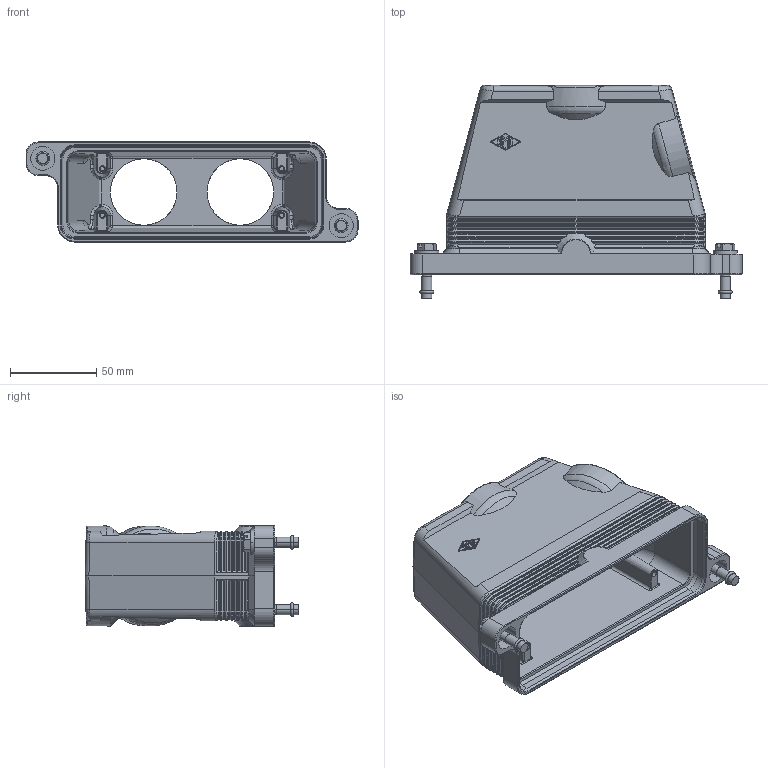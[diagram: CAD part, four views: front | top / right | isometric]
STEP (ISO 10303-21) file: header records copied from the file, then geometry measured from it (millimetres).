
FILE_DESCRIPTION(('Creo Elements/Direct Modeling STEP Export'),'2;1');
FILE_NAME('0lndqdl5rt8ekbc5372','2023-07-26T16:58:34',(''),(''),'Creo Elements/Direct Modeling STEP processor for AP214 (Solid Model)','Creo Elements/Direct Modeling 20.1B 02-Apr-2019 (C) Parametric Technology GmbH','');
FILE_SCHEMA(('AUTOMOTIVE_DESIGN { 1 0 10303 214 1 1 1 1 }'));
Products named in the file (1): MGV 24.232
Bounding box: 192.5 x 124 x 58 mm (x, y, z)
Volume: 175019.9 mm3; surface area: 97403.4 mm2
Topology: 1 solids, 3 shells, 730 faces, 1757 edges, 1055 vertices
Faces by surface type: plane 246, cylinder 189, bspline 120, extrusion 94, cone 52, torus 25, sphere 4
Entity records: 54250 total; most frequent: CARTESIAN_POINT 33389, ORIENTED_EDGE 3506, DIRECTION 2528, EDGE_CURVE 1753, VERTEX_POINT 1055, VECTOR 898, AXIS2_PLACEMENT_3D 815, LINE 804
